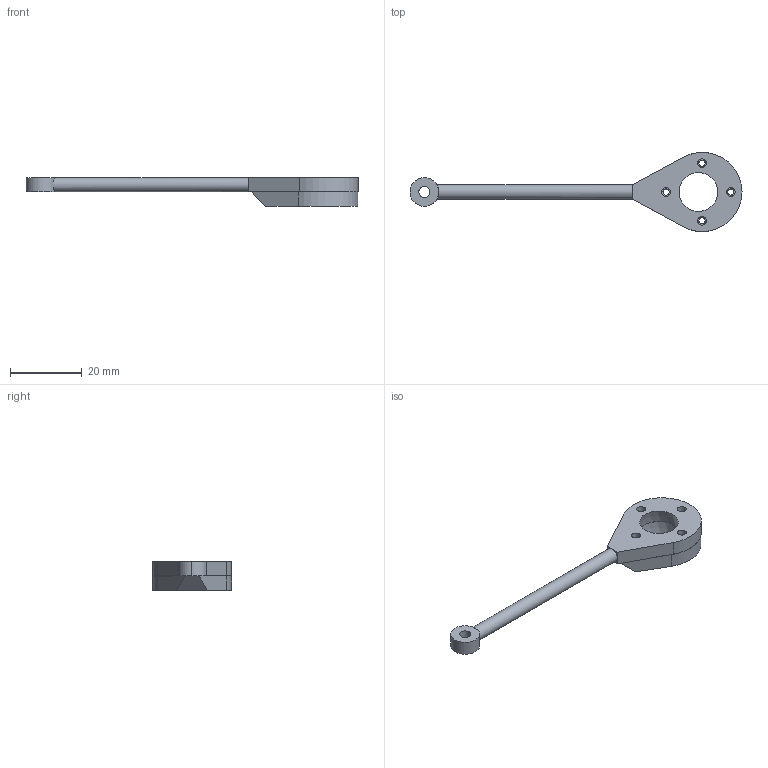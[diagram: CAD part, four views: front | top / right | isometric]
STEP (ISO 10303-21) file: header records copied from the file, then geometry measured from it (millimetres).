
FILE_DESCRIPTION(/* description */ (''),/* implementation_level */ '2;1');
FILE_NAME(/* name */ 'Joint.iam.stp',/* time_stamp */ '2021-06-20T10:03:42-05:00',/* author */ ('svale'),/* organization */ (''),/* preprocessor_version */ 'ST-DEVELOPER v18.1',/* originating_system */ 'Autodesk Inventor 2021',/* authorisation */ '');
FILE_SCHEMA (('AUTOMOTIVE_DESIGN { 1 0 10303 214 3 1 1 }'));
Length unit declared in the file: millimetre
Products named in the file (3): Joint; HeimJoint; ROD1V1D2ballV2
Assembly tree (2 placements, depth 2):
  Joint
    HeimJoint
    ROD1V1D2ballV2
Bounding box: 92.28 x 22.01 x 8.03 mm (x, y, z)
Volume: 3539 mm3; surface area: 3386.5 mm2
Topology: 2 solids, 2 shells, 31 faces, 98 edges, 79 vertices
Faces by surface type: plane 15, cylinder 14, bspline 2
Full cylindrical faces by diameter (mm): 1.713 x4, 2.4 x4, 3.1 x1, 4 x1
Entity records: 1335 total; most frequent: CARTESIAN_POINT 288, DIRECTION 211, ORIENTED_EDGE 166, AXIS2_PLACEMENT_3D 88, EDGE_CURVE 83, VERTEX_POINT 56, EDGE_LOOP 53, CIRCLE 50
